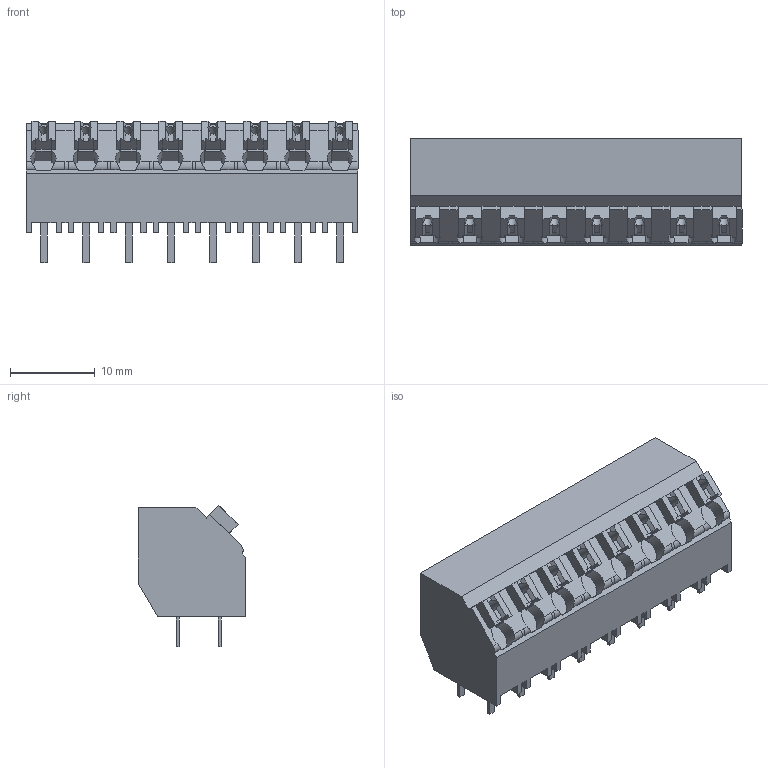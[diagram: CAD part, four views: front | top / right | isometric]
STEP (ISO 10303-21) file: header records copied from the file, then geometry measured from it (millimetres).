
FILE_DESCRIPTION(('CATIA V5 STEP Exchange','CAx-IF Rec.Pracs.--- Model Styling and Organization---1.2---2011-12-15'),'2;1');
FILE_NAME ('D1458637_0_1888700000_1888700000.stp','2018-03-20T12:34:09+00:00',('none'),('Weidmueller'),'CATIA Version 5-6 Release 2014','CATIA V5 STEP AP214','none');
FILE_SCHEMA(('AUTOMOTIVE_DESIGN { 1 0 10303 214 1 1 1 1 }'));
Length unit declared in the file: millimetre
Products named in the file (1): 1888700000
Bounding box: 39.2 x 12.7 x 16.66 mm (x, y, z)
Volume: 4523 mm3; surface area: 4425.6 mm2
Topology: 25 solids, 25 shells, 589 faces, 1666 edges, 1134 vertices
Faces by surface type: plane 535, cylinder 54
Entity records: 17430 total; most frequent: CARTESIAN_POINT 3384, ORIENTED_EDGE 3332, DIRECTION 2160, EDGE_CURVE 1666, VECTOR 1491, LINE 1491, VERTEX_POINT 1134, EDGE_LOOP 612
